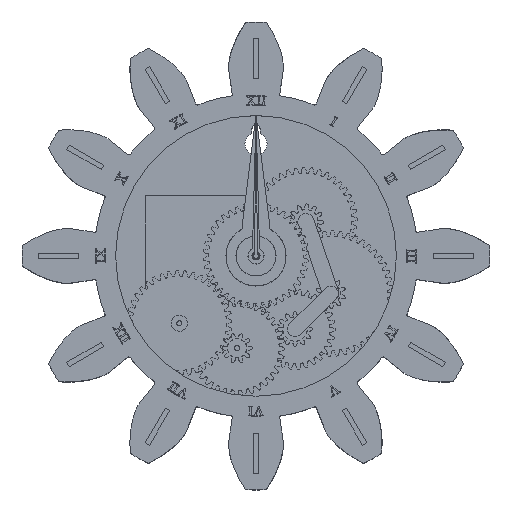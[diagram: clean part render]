
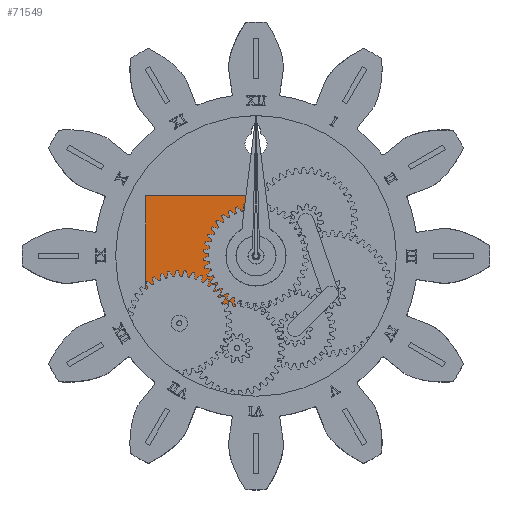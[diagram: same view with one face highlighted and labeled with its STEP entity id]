
A CAD part, top view. The second image highlights one B-rep face of the part: STEP entity #71549.
In plain terms, the highlighted planar face has unit normal (0, 0, 1).
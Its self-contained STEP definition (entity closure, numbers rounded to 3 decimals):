
#5871=FACE_BOUND('',#18052,.T.);
#9279=CIRCLE('',#75765,1.);
#14083=FACE_OUTER_BOUND('',#18051,.T.);
#18051=EDGE_LOOP('',(#66974,#66975,#66976,#66977,#66978,#66979,#66980,#66981));
#18052=EDGE_LOOP('',(#66982));
#22250=LINE('',#337691,#26469);
#22253=LINE('',#337697,#26472);
#22256=LINE('',#337703,#26475);
#22259=LINE('',#337709,#26478);
#22262=LINE('',#337715,#26481);
#22265=LINE('',#337721,#26484);
#22268=LINE('',#337727,#26487);
#22271=LINE('',#337731,#26490);
#26469=VECTOR('',#87750,10.);
#26472=VECTOR('',#87755,10.);
#26475=VECTOR('',#87760,10.);
#26478=VECTOR('',#87765,10.);
#26481=VECTOR('',#87770,10.);
#26484=VECTOR('',#87775,10.);
#26487=VECTOR('',#87780,10.);
#26490=VECTOR('',#87785,10.);
#33833=VERTEX_POINT('',#337679);
#33837=VERTEX_POINT('',#337688);
#33838=VERTEX_POINT('',#337690);
#33840=VERTEX_POINT('',#337696);
#33842=VERTEX_POINT('',#337702);
#33844=VERTEX_POINT('',#337708);
#33846=VERTEX_POINT('',#337714);
#33848=VERTEX_POINT('',#337720);
#33850=VERTEX_POINT('',#337726);
#44868=EDGE_CURVE('',#33833,#33833,#9279,.T.);
#44873=EDGE_CURVE('',#33838,#33837,#22250,.T.);
#44876=EDGE_CURVE('',#33840,#33838,#22253,.T.);
#44879=EDGE_CURVE('',#33842,#33840,#22256,.T.);
#44882=EDGE_CURVE('',#33844,#33842,#22259,.T.);
#44885=EDGE_CURVE('',#33846,#33844,#22262,.T.);
#44888=EDGE_CURVE('',#33848,#33846,#22265,.T.);
#44891=EDGE_CURVE('',#33850,#33848,#22268,.T.);
#44894=EDGE_CURVE('',#33837,#33850,#22271,.T.);
#66974=ORIENTED_EDGE('',*,*,#44894,.T.);
#66975=ORIENTED_EDGE('',*,*,#44891,.T.);
#66976=ORIENTED_EDGE('',*,*,#44888,.T.);
#66977=ORIENTED_EDGE('',*,*,#44885,.T.);
#66978=ORIENTED_EDGE('',*,*,#44882,.T.);
#66979=ORIENTED_EDGE('',*,*,#44879,.T.);
#66980=ORIENTED_EDGE('',*,*,#44876,.T.);
#66981=ORIENTED_EDGE('',*,*,#44873,.T.);
#66982=ORIENTED_EDGE('',*,*,#44868,.T.);
#67765=PLANE('',#75776);
#71549=ADVANCED_FACE('',(#14083,#5871),#67765,.F.);
#75765=AXIS2_PLACEMENT_3D('',#337680,#87741,#87742);
#75776=AXIS2_PLACEMENT_3D('',#337733,#87788,#87789);
#87741=DIRECTION('center_axis',(0.,0.,-1.));
#87742=DIRECTION('ref_axis',(1.,0.,0.));
#87750=DIRECTION('',(-1.,0.,0.));
#87755=DIRECTION('',(0.,1.,0.));
#87760=DIRECTION('',(1.,0.,0.));
#87765=DIRECTION('',(0.,1.,0.));
#87770=DIRECTION('',(1.,0.,0.));
#87775=DIRECTION('',(0.,-1.,0.));
#87780=DIRECTION('',(1.,0.,0.));
#87785=DIRECTION('',(0.,-1.,0.));
#87788=DIRECTION('center_axis',(0.,0.,-1.));
#87789=DIRECTION('ref_axis',(1.,0.,0.));
#337679=CARTESIAN_POINT('',(-1.,0.,5.));
#337680=CARTESIAN_POINT('Origin',(0.,0.,5.));
#337688=CARTESIAN_POINT('',(-110.,60.,5.));
#337690=CARTESIAN_POINT('',(40.,60.,5.));
#337691=CARTESIAN_POINT('',(40.,60.,5.));
#337696=CARTESIAN_POINT('',(40.,-40.,5.));
#337697=CARTESIAN_POINT('',(40.,-40.,5.));
#337702=CARTESIAN_POINT('',(-15.,-40.,5.));
#337703=CARTESIAN_POINT('',(-110.,-40.,5.));
#337708=CARTESIAN_POINT('',(-15.,-60.,5.));
#337709=CARTESIAN_POINT('',(-15.,-60.,5.));
#337714=CARTESIAN_POINT('',(-65.,-60.,5.));
#337715=CARTESIAN_POINT('',(-65.,-60.,5.));
#337720=CARTESIAN_POINT('',(-65.,-40.,5.));
#337721=CARTESIAN_POINT('',(-65.,-40.,5.));
#337726=CARTESIAN_POINT('',(-110.,-40.,5.));
#337727=CARTESIAN_POINT('',(-110.,-40.,5.));
#337731=CARTESIAN_POINT('',(-110.,10.,5.));
#337733=CARTESIAN_POINT('Origin',(-35.,0.,
5.));
